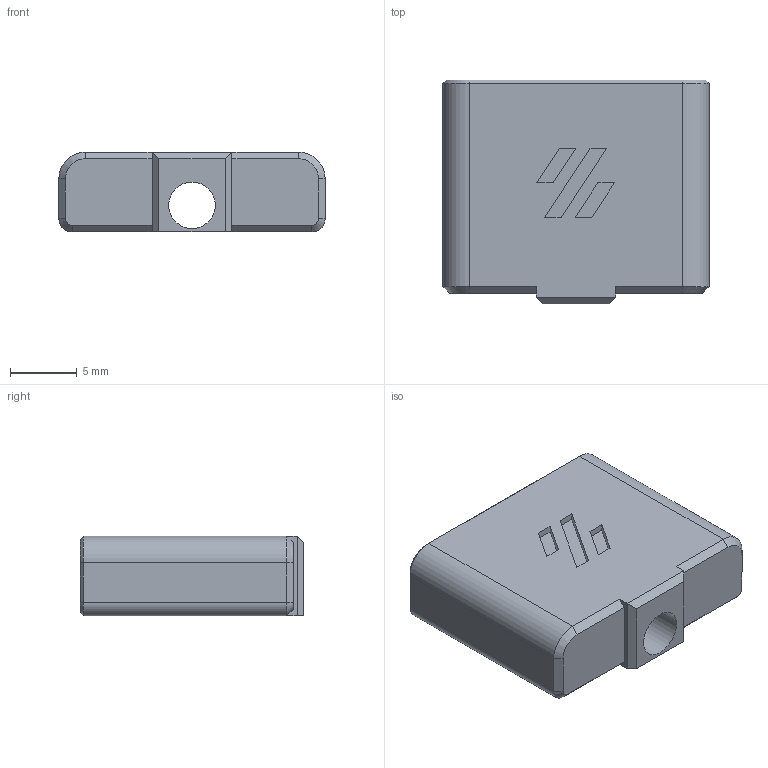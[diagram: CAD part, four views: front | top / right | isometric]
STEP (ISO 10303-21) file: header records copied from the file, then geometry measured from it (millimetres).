
FILE_DESCRIPTION(/* description */ (''),/* implementation_level */ '2;1');
FILE_NAME(/* name */ 'Index_Pin v4.step',/* time_stamp */ '2020-07-12T07:04:35-05:00',/* author */ (''),/* organization */ (''),/* preprocessor_version */ 'ST-DEVELOPER v18.1',/* originating_system */ 'Autodesk Translation Framework v9.3.0.1241',/* authorisation */ '');
FILE_SCHEMA (('AUTOMOTIVE_DESIGN { 1 0 10303 214 3 1 1 }'));
Length unit declared in the file: millimetre
Products named in the file (2): Index_Pin; Component1
Assembly tree (1 placements, depth 2):
  Index_Pin
    Component1
Bounding box: 20 x 16.8 x 6 mm (x, y, z)
Volume: 1094.5 mm3; surface area: 992.1 mm2
Topology: 1 solids, 1 shells, 51 faces, 126 edges, 77 vertices
Faces by surface type: plane 38, cone 8, cylinder 5
Full cylindrical faces by diameter (mm): 3.5 x1
Entity records: 1507 total; most frequent: CARTESIAN_POINT 251, DIRECTION 249, ORIENTED_EDGE 244, EDGE_CURVE 122, LINE 103, VECTOR 103, VERTEX_POINT 75, AXIS2_PLACEMENT_3D 73
